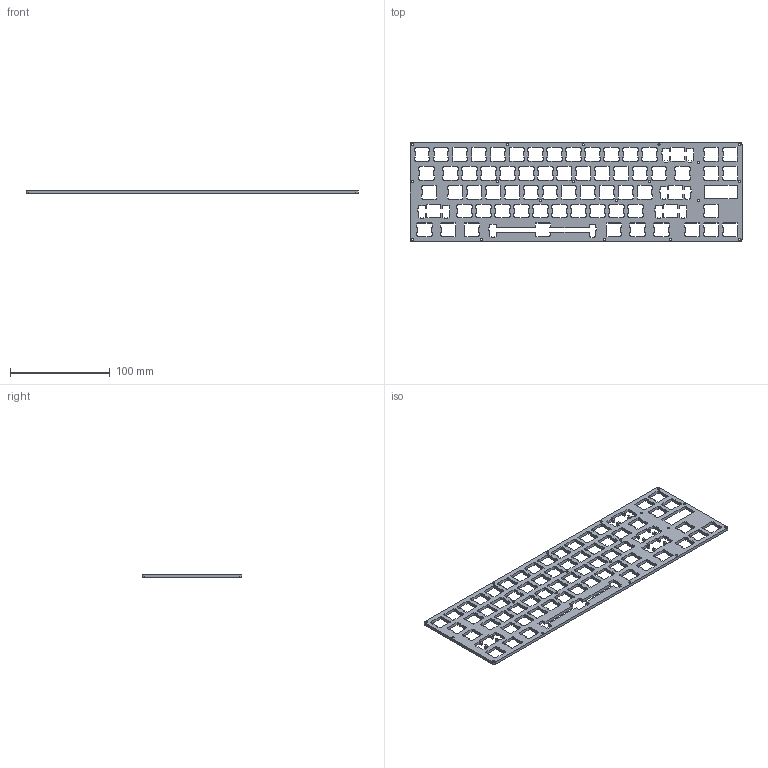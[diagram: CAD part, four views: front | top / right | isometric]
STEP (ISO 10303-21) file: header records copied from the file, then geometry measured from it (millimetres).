
FILE_DESCRIPTION(/* description */ ('','CAx-IF Rec.Pracs.---Representation and Presentation of Product Manufacturing Information (PMI)---4.0---2014-10-13'),/* implementation_level */ '2;1');
FILE_NAME(/* name */ 'top_layout v3.step',/* time_stamp */ '2025-01-16T01:51:30+11:00',/* author */ (''),/* organization */ (''),/* preprocessor_version */ 'ST-DEVELOPER v20',/* originating_system */ 'Autodesk Translation Framework v13.20.0.188',/* authorisation */ '');
FILE_SCHEMA (('AP242_MANAGED_MODEL_BASED_3D_ENGINEERING_MIM_LF { 1 0 10303 442 1 1 4 }'));
Length unit declared in the file: millimetre
Products named in the file (1): top_layout
Bounding box: 333.61 x 100.24 x 3 mm (x, y, z)
Volume: 52880.4 mm3; surface area: 52710.1 mm2
Topology: 1 solids, 1 shells, 1489 faces, 4461 edges, 2974 vertices
Faces by surface type: plane 1466, cylinder 23
Full cylindrical faces by diameter (mm): 2.2 x19
Entity records: 49526 total; most frequent: CARTESIAN_POINT 8925, ORIENTED_EDGE 8922, DIRECTION 7487, EDGE_CURVE 4461, LINE 4415, VECTOR 4415, VERTEX_POINT 2974, EDGE_LOOP 1665
